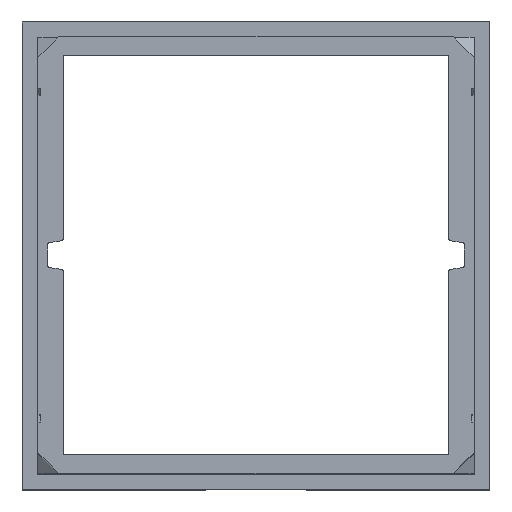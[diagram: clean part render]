
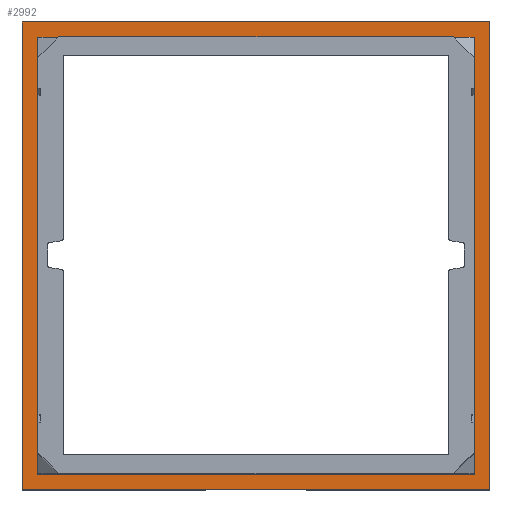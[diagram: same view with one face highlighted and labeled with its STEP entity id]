
A CAD part, top view. The second image highlights one B-rep face of the part: STEP entity #2992.
In plain terms, the highlighted planar face has unit normal (0, 0, 1).
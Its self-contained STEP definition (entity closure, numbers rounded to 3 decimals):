
#243 = LINE ( 'NONE', #11925, #8700 ) ;
#1177 = ORIENTED_EDGE ( 'NONE', *, *, #2438, .F. ) ;
#1494 = ORIENTED_EDGE ( 'NONE', *, *, #9328, .F. ) ;
#1595 = CARTESIAN_POINT ( 'NONE',  ( 48., -48., -110. ) ) ;
#1624 = DIRECTION ( 'NONE',  ( 0., 1., 0. ) ) ;
#1861 = EDGE_CURVE ( 'NONE', #9210, #5681, #8391, .T. ) ;
#1969 = VECTOR ( 'NONE', #14554, 1000. ) ;
#2438 = EDGE_CURVE ( 'NONE', #7156, #12263, #9495, .T. ) ;
#2484 = CARTESIAN_POINT ( 'NONE',  ( 44.75, 44.75, -110. ) ) ;
#2884 = FACE_BOUND ( 'NONE', #7580, .T. ) ;
#2992 = ADVANCED_FACE ( 'NONE', ( #2884, #5687 ), #15229, .T. ) ;
#3146 = CARTESIAN_POINT ( 'NONE',  ( -48., 48., -110. ) ) ;
#3267 = EDGE_CURVE ( 'NONE', #9236, #7156, #243, .T. ) ;
#3798 = VERTEX_POINT ( 'NONE', #4458 ) ;
#3915 = VECTOR ( 'NONE', #8636, 1000. ) ;
#4458 = CARTESIAN_POINT ( 'NONE',  ( -44.75, -44.75, -110. ) ) ;
#4537 = VECTOR ( 'NONE', #9150, 1000. ) ;
#4580 = ORIENTED_EDGE ( 'NONE', *, *, #11160, .F. ) ;
#4592 = CARTESIAN_POINT ( 'NONE',  ( 48., 48., -110. ) ) ;
#5443 = EDGE_CURVE ( 'NONE', #3798, #6370, #7001, .T. ) ;
#5554 = CARTESIAN_POINT ( 'NONE',  ( 48., -48., -110. ) ) ;
#5676 = DIRECTION ( 'NONE',  ( 1., 0., 0. ) ) ;
#5681 = VERTEX_POINT ( 'NONE', #14654 ) ;
#5687 = FACE_OUTER_BOUND ( 'NONE', #7372, .T. ) ;
#5755 = EDGE_CURVE ( 'NONE', #6370, #9210, #13997, .T. ) ;
#6342 = CARTESIAN_POINT ( 'NONE',  ( -48., 48., -110. ) ) ;
#6370 = VERTEX_POINT ( 'NONE', #13062 ) ;
#7001 = LINE ( 'NONE', #12916, #10975 ) ;
#7064 = VECTOR ( 'NONE', #8813, 1000. ) ;
#7156 = VERTEX_POINT ( 'NONE', #4592 ) ;
#7372 = EDGE_LOOP ( 'NONE', ( #7791, #1494, #4580, #1177 ) ) ;
#7580 = EDGE_LOOP ( 'NONE', ( #11361, #8873, #14506, #9292 ) ) ;
#7791 = ORIENTED_EDGE ( 'NONE', *, *, #3267, .F. ) ;
#7990 = DIRECTION ( 'NONE',  ( 1., 0., 0. ) ) ;
#8391 = LINE ( 'NONE', #11862, #15393 ) ;
#8636 = DIRECTION ( 'NONE',  ( 0., -1., 0. ) ) ;
#8700 = VECTOR ( 'NONE', #14314, 1000. ) ;
#8813 = DIRECTION ( 'NONE',  ( 0., 1., 0. ) ) ;
#8873 = ORIENTED_EDGE ( 'NONE', *, *, #5443, .F. ) ;
#9150 = DIRECTION ( 'NONE',  ( -1., 0., 0. ) ) ;
#9210 = VERTEX_POINT ( 'NONE', #2484 ) ;
#9236 = VERTEX_POINT ( 'NONE', #14650 ) ;
#9292 = ORIENTED_EDGE ( 'NONE', *, *, #1861, .F. ) ;
#9328 = EDGE_CURVE ( 'NONE', #14525, #9236, #10269, .T. ) ;
#9495 = LINE ( 'NONE', #10953, #1969 ) ;
#9745 = CARTESIAN_POINT ( 'NONE',  ( -48., -48., -110. ) ) ;
#10084 = CARTESIAN_POINT ( 'NONE',  ( 44.75, 44.75, -110. ) ) ;
#10184 = LINE ( 'NONE', #5554, #4537 ) ;
#10269 = LINE ( 'NONE', #6342, #7064 ) ;
#10953 = CARTESIAN_POINT ( 'NONE',  ( 48., -48., -110. ) ) ;
#10975 = VECTOR ( 'NONE', #5676, 1000. ) ;
#11117 = CARTESIAN_POINT ( 'NONE',  ( -44.75, 44.75, -110. ) ) ;
#11131 = AXIS2_PLACEMENT_3D ( 'NONE', #3146, #15400, #7990 ) ;
#11146 = VECTOR ( 'NONE', #1624, 1000. ) ;
#11160 = EDGE_CURVE ( 'NONE', #12263, #14525, #10184, .T. ) ;
#11361 = ORIENTED_EDGE ( 'NONE', *, *, #5755, .F. ) ;
#11701 = DIRECTION ( 'NONE',  ( -1., 0., 0. ) ) ;
#11862 = CARTESIAN_POINT ( 'NONE',  ( -44.75, 44.75, -110. ) ) ;
#11925 = CARTESIAN_POINT ( 'NONE',  ( 48., 48., -110. ) ) ;
#12199 = EDGE_CURVE ( 'NONE', #5681, #3798, #12219, .T. ) ;
#12219 = LINE ( 'NONE', #11117, #3915 ) ;
#12263 = VERTEX_POINT ( 'NONE', #1595 ) ;
#12916 = CARTESIAN_POINT ( 'NONE',  ( -44.75, -44.75, -110. ) ) ;
#13062 = CARTESIAN_POINT ( 'NONE',  ( 44.75, -44.75, -110. ) ) ;
#13997 = LINE ( 'NONE', #10084, #11146 ) ;
#14314 = DIRECTION ( 'NONE',  ( 1., 0., 0. ) ) ;
#14506 = ORIENTED_EDGE ( 'NONE', *, *, #12199, .F. ) ;
#14525 = VERTEX_POINT ( 'NONE', #9745 ) ;
#14554 = DIRECTION ( 'NONE',  ( 0., -1., 0. ) ) ;
#14650 = CARTESIAN_POINT ( 'NONE',  ( -48., 48., -110. ) ) ;
#14654 = CARTESIAN_POINT ( 'NONE',  ( -44.75, 44.75, -110. ) ) ;
#15229 = PLANE ( 'NONE',  #11131 ) ;
#15393 = VECTOR ( 'NONE', #11701, 1000. ) ;
#15400 = DIRECTION ( 'NONE',  ( 0., 0., 1. ) ) ;
